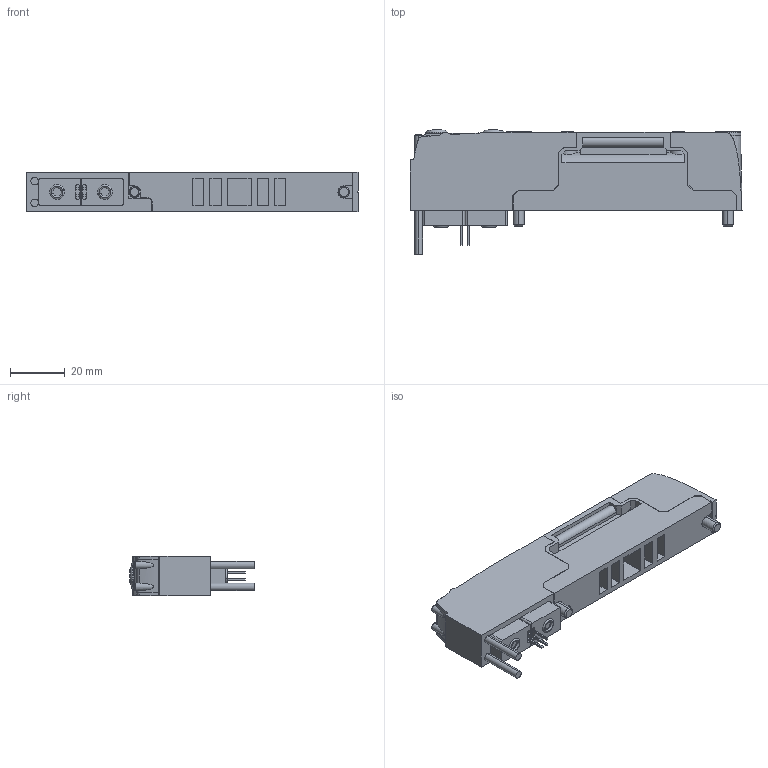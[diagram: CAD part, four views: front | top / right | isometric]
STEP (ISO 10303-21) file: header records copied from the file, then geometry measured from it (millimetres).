
FILE_DESCRIPTION (( 'STEP AP203' ), '1' );
FILE_NAME ('PAL-V2-32C.step', '2020-10-29T13:43:08', ( '' ), ( '' ), 'SwSTEP 2.0', 'SolidWorks 2019', '' );
FILE_SCHEMA (( 'CONFIG_CONTROL_DESIGN' ));
Length unit declared in the file: millimetre
Products named in the file (1): PAL-V2-32C
Bounding box: 120.8 x 45.4 x 14.2 mm (x, y, z)
Volume: 44728.8 mm3; surface area: 18019.8 mm2
Topology: 1 solids, 1 shells, 553 faces, 1486 edges, 978 vertices
Faces by surface type: plane 395, cylinder 121, torus 24, cone 13
Entity records: 17691 total; most frequent: CARTESIAN_POINT 3672, ORIENTED_EDGE 2972, DIRECTION 2790, EDGE_CURVE 1486, VECTOR 1086, LINE 1086, VERTEX_POINT 978, AXIS2_PLACEMENT_3D 852
